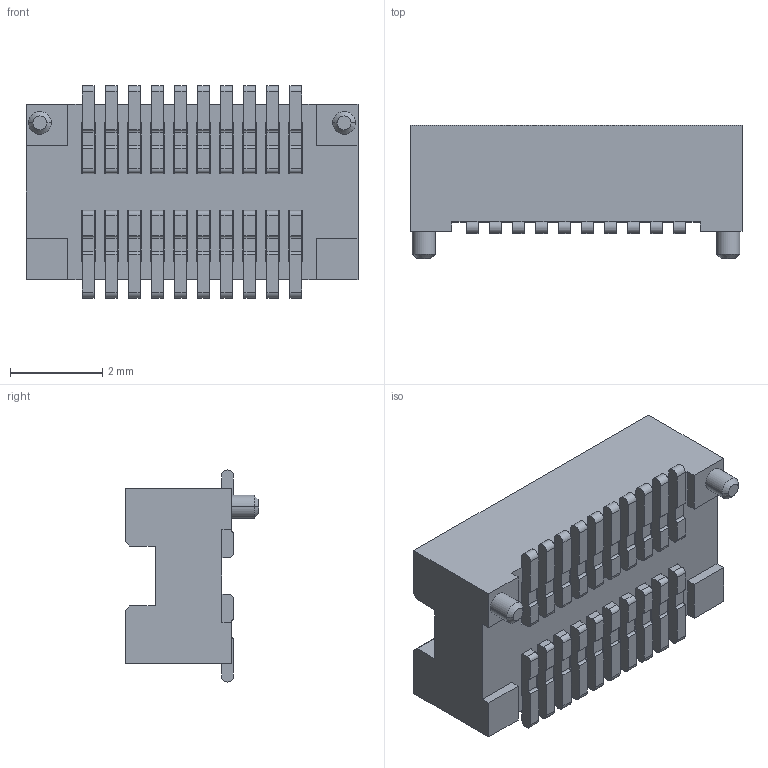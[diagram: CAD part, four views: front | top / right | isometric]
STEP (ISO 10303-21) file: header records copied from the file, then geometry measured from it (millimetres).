
FILE_DESCRIPTION((''),'2;1');
FILE_NAME('FBB05008-F30_H24','2022-10-24T',('工程三'),(''),'PRO/ENGINEER BY PARAMETRIC TECHNOLOGY CORPORATION, 2010280','PRO/ENGINEER BY PARAMETRIC TECHNOLOGY CORPORATION, 2010280','');
FILE_SCHEMA(('CONFIG_CONTROL_DESIGN'));
Length unit declared in the file: millimetre
Products named in the file (1): FBB05008-F30_H24
Bounding box: 7.2 x 2.9 x 4.6 mm (x, y, z)
Volume: 37.3 mm3; surface area: 252.1 mm2
Topology: 1 solids, 1 shells, 784 faces, 2744 edges, 1784 vertices
Faces by surface type: plane 576, cylinder 204, cone 4
Entity records: 29630 total; most frequent: CARTESIAN_POINT 5552, ORIENTED_EDGE 5488, DIRECTION 4644, EDGE_CURVE 2744, VECTOR 2252, LINE 2252, VERTEX_POINT 1784, AXIS2_PLACEMENT_3D 1196
